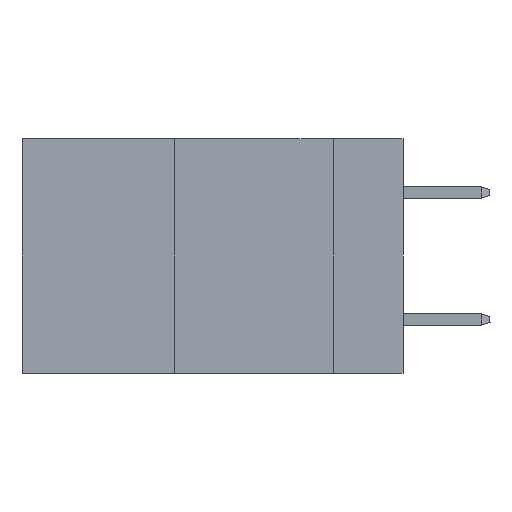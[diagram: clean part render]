
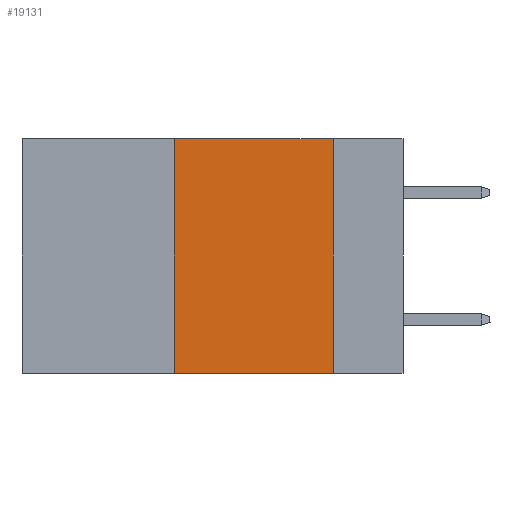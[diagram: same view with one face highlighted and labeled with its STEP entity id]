
A CAD part, left-side view. The second image highlights one B-rep face of the part: STEP entity #19131.
In plain terms, the highlighted planar face has unit normal (-1, 0, 0).
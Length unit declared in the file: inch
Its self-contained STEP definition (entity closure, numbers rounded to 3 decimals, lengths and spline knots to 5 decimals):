
#1465 = LINE ( 'NONE', #14445, #11103 ) ;
#1781 = DIRECTION ( 'NONE',  ( 0., -1., 0. ) ) ;
#2299 = EDGE_CURVE ( 'NONE', #18115, #17393, #12831, .T. ) ;
#2391 = ORIENTED_EDGE ( 'NONE', *, *, #4385, .F. ) ;
#2533 = CARTESIAN_POINT ( 'NONE',  ( 0., 0.6, 0. ) ) ;
#3434 = CARTESIAN_POINT ( 'NONE',  ( 0., 0.36, 0. ) ) ;
#4385 = EDGE_CURVE ( 'NONE', #11511, #19413, #16403, .T. ) ;
#4724 = VECTOR ( 'NONE', #19251, 39.37008 ) ;
#5078 = VECTOR ( 'NONE', #5501, 39.37008 ) ;
#5501 = DIRECTION ( 'NONE',  ( 0., -1., 0. ) ) ;
#5887 = EDGE_LOOP ( 'NONE', ( #2391, #14643, #14076, #7872 ) ) ;
#6488 = CARTESIAN_POINT ( 'NONE',  ( 0., 0.6, 0. ) ) ;
#7029 = CARTESIAN_POINT ( 'NONE',  ( 0., 0.36, 0. ) ) ;
#7206 = AXIS2_PLACEMENT_3D ( 'NONE', #6488, #8060, #20483 ) ;
#7269 = VECTOR ( 'NONE', #14821, 39.37008 ) ;
#7872 = ORIENTED_EDGE ( 'NONE', *, *, #13269, .T. ) ;
#8060 = DIRECTION ( 'NONE',  ( 1., 0., 0. ) ) ;
#8386 = CARTESIAN_POINT ( 'NONE',  ( 0., 0.11, 0. ) ) ;
#8982 = LINE ( 'NONE', #2533, #5078 ) ;
#9522 = CARTESIAN_POINT ( 'NONE',  ( 0., 0.11, 0. ) ) ;
#11103 = VECTOR ( 'NONE', #1781, 39.37008 ) ;
#11511 = VERTEX_POINT ( 'NONE', #9522 ) ;
#12831 = LINE ( 'NONE', #3434, #4724 ) ;
#13269 = EDGE_CURVE ( 'NONE', #18115, #19413, #1465, .T. ) ;
#14076 = ORIENTED_EDGE ( 'NONE', *, *, #2299, .F. ) ;
#14445 = CARTESIAN_POINT ( 'NONE',  ( 0., 0.6, -0.37 ) ) ;
#14499 = FACE_OUTER_BOUND ( 'NONE', #5887, .T. ) ;
#14643 = ORIENTED_EDGE ( 'NONE', *, *, #14958, .F. ) ;
#14821 = DIRECTION ( 'NONE',  ( 0., 0., -1. ) ) ;
#14958 = EDGE_CURVE ( 'NONE', #17393, #11511, #8982, .T. ) ;
#16076 = PLANE ( 'NONE',  #7206 ) ;
#16403 = LINE ( 'NONE', #8386, #7269 ) ;
#16801 = CARTESIAN_POINT ( 'NONE',  ( 0., 0.36, -0.37 ) ) ;
#17393 = VERTEX_POINT ( 'NONE', #7029 ) ;
#18115 = VERTEX_POINT ( 'NONE', #16801 ) ;
#19131 = ADVANCED_FACE ( 'NONE', ( #14499 ), #16076, .F. ) ;
#19251 = DIRECTION ( 'NONE',  ( 0., 0., 1. ) ) ;
#19413 = VERTEX_POINT ( 'NONE', #20051 ) ;
#20051 = CARTESIAN_POINT ( 'NONE',  ( 0., 0.11, -0.37 ) ) ;
#20483 = DIRECTION ( 'NONE',  ( 0., 0., -1. ) ) ;
